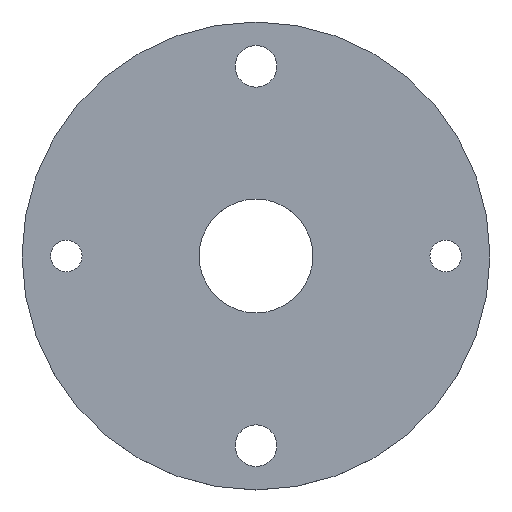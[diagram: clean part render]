
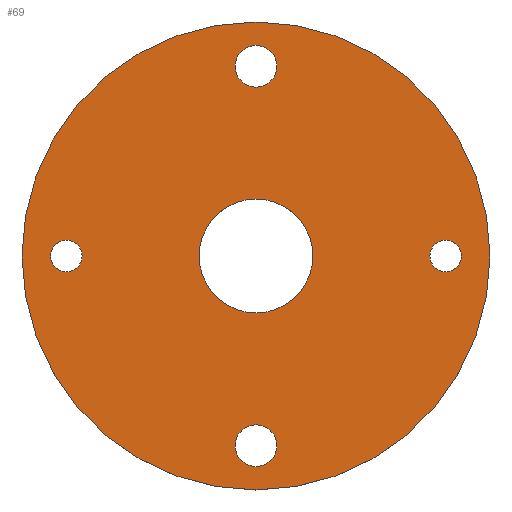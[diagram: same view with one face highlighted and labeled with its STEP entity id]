
A CAD part, top view. The second image highlights one B-rep face of the part: STEP entity #69.
In plain terms, the highlighted planar face has unit normal (0, 0, 1).
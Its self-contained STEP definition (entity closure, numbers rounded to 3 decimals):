
#8 = DIRECTION ( 'NONE',  ( 1., 0., 0. ) ) ;
#9 = CARTESIAN_POINT ( 'NONE',  ( 0., 0., 2. ) ) ;
#13 = DIRECTION ( 'NONE',  ( 1., 0., 0. ) ) ;
#14 = EDGE_CURVE ( 'NONE', #452, #470, #167, .T. ) ;
#22 = EDGE_CURVE ( 'NONE', #40, #134, #68, .T. ) ;
#32 = DIRECTION ( 'NONE',  ( -1., 0., 0. ) ) ;
#40 = VERTEX_POINT ( 'NONE', #395 ) ;
#42 = VERTEX_POINT ( 'NONE', #160 ) ;
#46 = AXIS2_PLACEMENT_3D ( 'NONE', #312, #481, #163 ) ;
#47 = ORIENTED_EDGE ( 'NONE', *, *, #392, .T. ) ;
#59 = AXIS2_PLACEMENT_3D ( 'NONE', #503, #261, #32 ) ;
#60 = DIRECTION ( 'NONE',  ( 0., 0., 1. ) ) ;
#64 = DIRECTION ( 'NONE',  ( 0., 0., 1. ) ) ;
#68 = CIRCLE ( 'NONE', #99, 4.5 ) ;
#69 = ADVANCED_FACE ( 'NONE', ( #490, #380, #275, #173, #77, #478 ), #352, .T. ) ;
#73 = DIRECTION ( 'NONE',  ( 0., 0., 1. ) ) ;
#77 = FACE_BOUND ( 'NONE', #349, .T. ) ;
#81 = ORIENTED_EDGE ( 'NONE', *, *, #477, .F. ) ;
#84 = AXIS2_PLACEMENT_3D ( 'NONE', #298, #73, #339 ) ;
#85 = DIRECTION ( 'NONE',  ( 0., 0., 1. ) ) ;
#86 = AXIS2_PLACEMENT_3D ( 'NONE', #348, #64, #252 ) ;
#93 = CIRCLE ( 'NONE', #107, 1.65 ) ;
#99 = AXIS2_PLACEMENT_3D ( 'NONE', #9, #277, #479 ) ;
#106 = CARTESIAN_POINT ( 'NONE',  ( -1.65, 15., 2. ) ) ;
#107 = AXIS2_PLACEMENT_3D ( 'NONE', #216, #498, #257 ) ;
#108 = ORIENTED_EDGE ( 'NONE', *, *, #171, .F. ) ;
#116 = ORIENTED_EDGE ( 'NONE', *, *, #504, .F. ) ;
#119 = CARTESIAN_POINT ( 'NONE',  ( -4.5, 0., 2. ) ) ;
#120 = AXIS2_PLACEMENT_3D ( 'NONE', #288, #60, #325 ) ;
#121 = EDGE_LOOP ( 'NONE', ( #168, #108 ) ) ;
#123 = EDGE_LOOP ( 'NONE', ( #226, #81 ) ) ;
#128 = VERTEX_POINT ( 'NONE', #355 ) ;
#129 = DIRECTION ( 'NONE',  ( 0., 0., 1. ) ) ;
#134 = VERTEX_POINT ( 'NONE', #119 ) ;
#135 = ORIENTED_EDGE ( 'NONE', *, *, #449, .F. ) ;
#141 = CARTESIAN_POINT ( 'NONE',  ( -18.5, 0., 2. ) ) ;
#144 = DIRECTION ( 'NONE',  ( 0., 0., 1. ) ) ;
#158 = AXIS2_PLACEMENT_3D ( 'NONE', #183, #464, #219 ) ;
#160 = CARTESIAN_POINT ( 'NONE',  ( -13.75, 0., 2. ) ) ;
#163 = DIRECTION ( 'NONE',  ( -1., 0., 0. ) ) ;
#167 = CIRCLE ( 'NONE', #46, 1.25 ) ;
#168 = ORIENTED_EDGE ( 'NONE', *, *, #412, .F. ) ;
#170 = CARTESIAN_POINT ( 'NONE',  ( 1.65, -15., 2. ) ) ;
#171 = EDGE_CURVE ( 'NONE', #128, #494, #315, .T. ) ;
#173 = FACE_BOUND ( 'NONE', #329, .T. ) ;
#174 = CIRCLE ( 'NONE', #120, 1.25 ) ;
#183 = CARTESIAN_POINT ( 'NONE',  ( 0., 0., 2. ) ) ;
#188 = CIRCLE ( 'NONE', #366, 1.25 ) ;
#193 = CIRCLE ( 'NONE', #432, 1.65 ) ;
#200 = AXIS2_PLACEMENT_3D ( 'NONE', #202, #85, #8 ) ;
#202 = CARTESIAN_POINT ( 'NONE',  ( 0., 0., 2. ) ) ;
#211 = VERTEX_POINT ( 'NONE', #227 ) ;
#216 = CARTESIAN_POINT ( 'NONE',  ( 0., 15., 2. ) ) ;
#218 = DIRECTION ( 'NONE',  ( 0., 0., 1. ) ) ;
#219 = DIRECTION ( 'NONE',  ( 1., 0., 0. ) ) ;
#226 = ORIENTED_EDGE ( 'NONE', *, *, #422, .F. ) ;
#227 = CARTESIAN_POINT ( 'NONE',  ( -16.25, 0., 2. ) ) ;
#230 = CARTESIAN_POINT ( 'NONE',  ( 18.5, 0., 2. ) ) ;
#242 = VERTEX_POINT ( 'NONE', #230 ) ;
#243 = DIRECTION ( 'NONE',  ( 0., 0., 1. ) ) ;
#246 = VERTEX_POINT ( 'NONE', #496 ) ;
#252 = DIRECTION ( 'NONE',  ( -1., 0., 0. ) ) ;
#257 = DIRECTION ( 'NONE',  ( 1., 0., 0. ) ) ;
#260 = CIRCLE ( 'NONE', #457, 4.5 ) ;
#261 = DIRECTION ( 'NONE',  ( 0., 0., 1. ) ) ;
#275 = FACE_BOUND ( 'NONE', #436, .T. ) ;
#277 = DIRECTION ( 'NONE',  ( 0., 0., 1. ) ) ;
#284 = CIRCLE ( 'NONE', #84, 1.25 ) ;
#288 = CARTESIAN_POINT ( 'NONE',  ( -15., 0., 2. ) ) ;
#298 = CARTESIAN_POINT ( 'NONE',  ( -15., 0., 2. ) ) ;
#300 = ORIENTED_EDGE ( 'NONE', *, *, #356, .F. ) ;
#303 = EDGE_CURVE ( 'NONE', #470, #452, #188, .T. ) ;
#311 = EDGE_LOOP ( 'NONE', ( #47, #440 ) ) ;
#312 = CARTESIAN_POINT ( 'NONE',  ( 15., 0., 2. ) ) ;
#315 = CIRCLE ( 'NONE', #86, 1.65 ) ;
#325 = DIRECTION ( 'NONE',  ( 1., 0., 0. ) ) ;
#329 = EDGE_LOOP ( 'NONE', ( #300, #135 ) ) ;
#331 = VERTEX_POINT ( 'NONE', #141 ) ;
#334 = ORIENTED_EDGE ( 'NONE', *, *, #22, .F. ) ;
#336 = ORIENTED_EDGE ( 'NONE', *, *, #14, .F. ) ;
#339 = DIRECTION ( 'NONE',  ( 1., 0., 0. ) ) ;
#348 = CARTESIAN_POINT ( 'NONE',  ( 0., -15., 2. ) ) ;
#349 = EDGE_LOOP ( 'NONE', ( #334, #116 ) ) ;
#352 = PLANE ( 'NONE',  #200 ) ;
#355 = CARTESIAN_POINT ( 'NONE',  ( -1.65, -15., 2. ) ) ;
#356 = EDGE_CURVE ( 'NONE', #42, #211, #174, .T. ) ;
#363 = CARTESIAN_POINT ( 'NONE',  ( 0., 15., 2. ) ) ;
#366 = AXIS2_PLACEMENT_3D ( 'NONE', #462, #218, #501 ) ;
#378 = CARTESIAN_POINT ( 'NONE',  ( 0., 0., 2. ) ) ;
#379 = AXIS2_PLACEMENT_3D ( 'NONE', #378, #144, #417 ) ;
#380 = FACE_BOUND ( 'NONE', #123, .T. ) ;
#390 = CIRCLE ( 'NONE', #158, 18.5 ) ;
#392 = EDGE_CURVE ( 'NONE', #331, #242, #442, .T. ) ;
#395 = CARTESIAN_POINT ( 'NONE',  ( 4.5, 0., 2. ) ) ;
#404 = CARTESIAN_POINT ( 'NONE',  ( 13.75, 0., 2. ) ) ;
#407 = DIRECTION ( 'NONE',  ( 1., 0., 0. ) ) ;
#411 = VERTEX_POINT ( 'NONE', #106 ) ;
#412 = EDGE_CURVE ( 'NONE', #494, #128, #431, .T. ) ;
#417 = DIRECTION ( 'NONE',  ( 1., 0., 0. ) ) ;
#422 = EDGE_CURVE ( 'NONE', #246, #411, #93, .T. ) ;
#431 = CIRCLE ( 'NONE', #59, 1.65 ) ;
#432 = AXIS2_PLACEMENT_3D ( 'NONE', #363, #129, #407 ) ;
#436 = EDGE_LOOP ( 'NONE', ( #336, #473 ) ) ;
#440 = ORIENTED_EDGE ( 'NONE', *, *, #441, .T. ) ;
#441 = EDGE_CURVE ( 'NONE', #242, #331, #390, .T. ) ;
#442 = CIRCLE ( 'NONE', #379, 18.5 ) ;
#449 = EDGE_CURVE ( 'NONE', #211, #42, #284, .T. ) ;
#452 = VERTEX_POINT ( 'NONE', #502 ) ;
#457 = AXIS2_PLACEMENT_3D ( 'NONE', #483, #243, #13 ) ;
#462 = CARTESIAN_POINT ( 'NONE',  ( 15., 0., 2. ) ) ;
#464 = DIRECTION ( 'NONE',  ( 0., 0., 1. ) ) ;
#470 = VERTEX_POINT ( 'NONE', #404 ) ;
#473 = ORIENTED_EDGE ( 'NONE', *, *, #303, .F. ) ;
#477 = EDGE_CURVE ( 'NONE', #411, #246, #193, .T. ) ;
#478 = FACE_OUTER_BOUND ( 'NONE', #311, .T. ) ;
#479 = DIRECTION ( 'NONE',  ( 1., 0., 0. ) ) ;
#481 = DIRECTION ( 'NONE',  ( 0., 0., 1. ) ) ;
#483 = CARTESIAN_POINT ( 'NONE',  ( 0., 0., 2. ) ) ;
#490 = FACE_BOUND ( 'NONE', #121, .T. ) ;
#494 = VERTEX_POINT ( 'NONE', #170 ) ;
#496 = CARTESIAN_POINT ( 'NONE',  ( 1.65, 15., 2. ) ) ;
#498 = DIRECTION ( 'NONE',  ( 0., 0., 1. ) ) ;
#501 = DIRECTION ( 'NONE',  ( -1., 0., 0. ) ) ;
#502 = CARTESIAN_POINT ( 'NONE',  ( 16.25, 0., 2. ) ) ;
#503 = CARTESIAN_POINT ( 'NONE',  ( 0., -15., 2. ) ) ;
#504 = EDGE_CURVE ( 'NONE', #134, #40, #260, .T. ) ;
